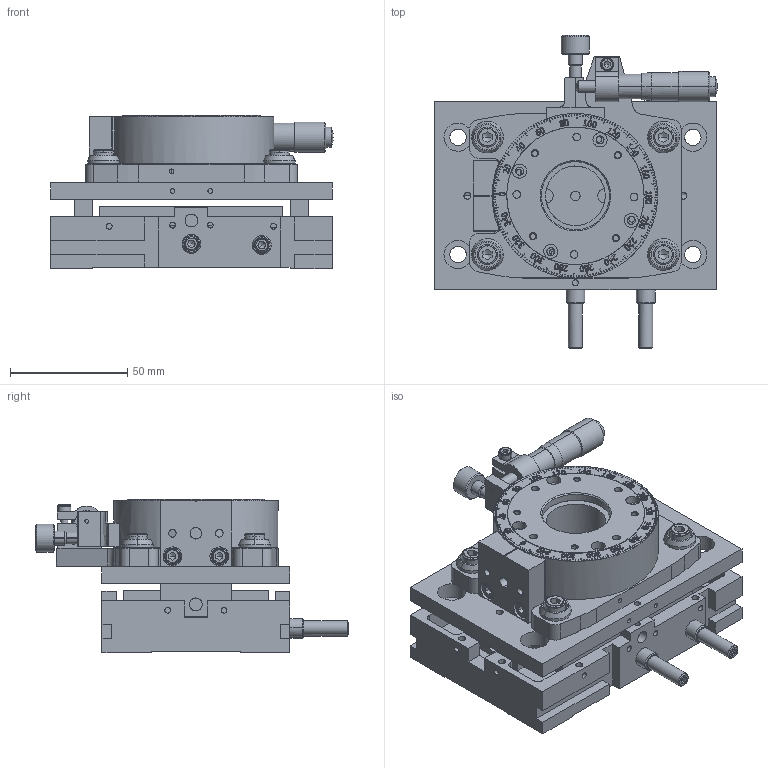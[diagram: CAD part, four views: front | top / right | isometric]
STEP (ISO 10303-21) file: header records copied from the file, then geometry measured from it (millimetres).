
FILE_DESCRIPTION(/* description */ (''),/* implementation_level */ '2;1');
FILE_NAME(/* name */ '02-GTP~1',/* time_stamp */ '2022-01-11T16:44:57+03:00',/* author */ (''),/* organization */ (''),/* preprocessor_version */ 'ST-DEVELOPER v15',/* originating_system */ '',/* authorisation */ '');
FILE_SCHEMA (('AUTOMOTIVE_DESIGN'));
Products named in the file (8): Document; Block 01; Block 02; Block 03; Block 04; Block 05; Block 06; Block 07
Assembly tree (7 placements, depth 2):
  Document
    Block 01
    Block 02
    Block 03
    Block 04
    Block 05
    Block 06
    Block 07
Bounding box: 120.5 x 133.3 x 65.2 mm (x, y, z)
Volume: 45358.2 mm3; surface area: 127577 mm2
Topology: 16 solids, 39 shells, 2803 faces, 7884 edges, 5257 vertices
Faces by surface type: bspline 2803
Entity records: 192587 total; most frequent: CARTESIAN_POINT 93081, B_SPLINE_CURVE_WITH_KNOTS 19812, ORIENTED_EDGE 15593, PCURVE 15593, DEFINITIONAL_REPRESENTATION 15593, SURFACE_CURVE 7858, EDGE_CURVE 7858, VERTEX_POINT 5257
